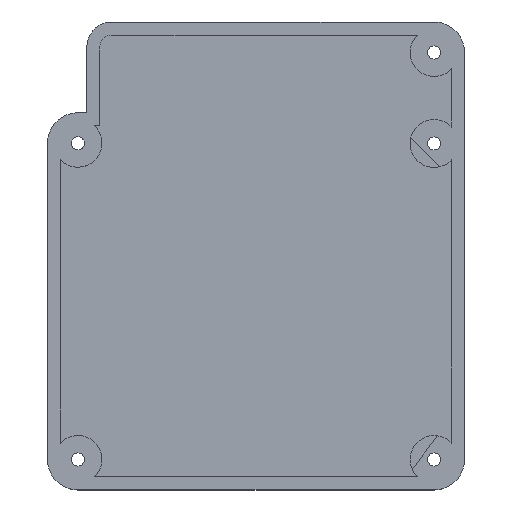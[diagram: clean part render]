
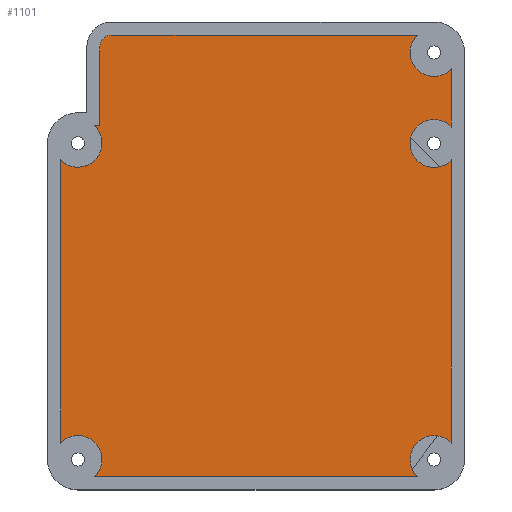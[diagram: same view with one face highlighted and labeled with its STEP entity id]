
A CAD part, top view. The second image highlights one B-rep face of the part: STEP entity #1101.
In plain terms, the highlighted planar face has unit normal (0, 0, 1).
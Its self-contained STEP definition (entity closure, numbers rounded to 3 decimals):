
#45=PLANE('',#1207);
#92=FACE_OUTER_BOUND('',#160,.T.);
#160=EDGE_LOOP('',(#873,#874,#875,#876,#877,#878,#879,#880,#881,#882,#883,
#884,#885,#886,#887,#888,#889,#890,#891));
#249=LINE('',#1732,#357);
#251=LINE('',#1737,#359);
#255=LINE('',#1744,#363);
#257=LINE('',#1748,#365);
#259=LINE('',#1752,#367);
#261=LINE('',#1757,#369);
#264=LINE('',#1772,#372);
#267=LINE('',#1780,#375);
#268=LINE('',#1782,#376);
#357=VECTOR('',#1376,10.);
#359=VECTOR('',#1380,10.);
#363=VECTOR('',#1386,10.);
#365=VECTOR('',#1390,10.);
#367=VECTOR('',#1394,10.);
#369=VECTOR('',#1398,10.);
#372=VECTOR('',#1423,10.);
#375=VECTOR('',#1432,10.);
#376=VECTOR('',#1435,10.);
#424=CIRCLE('',#1154,5.5);
#427=CIRCLE('',#1160,5.5);
#428=CIRCLE('',#1162,5.5);
#431=CIRCLE('',#1168,5.5);
#448=CIRCLE('',#1193,5.5);
#449=CIRCLE('',#1195,5.5);
#450=CIRCLE('',#1197,5.5);
#451=CIRCLE('',#1199,5.5);
#452=CIRCLE('',#1201,5.5);
#453=CIRCLE('',#1204,2.749);
#474=VERTEX_POINT('',#1601);
#475=VERTEX_POINT('',#1602);
#481=VERTEX_POINT('',#1620);
#482=VERTEX_POINT('',#1624);
#483=VERTEX_POINT('',#1625);
#489=VERTEX_POINT('',#1643);
#529=VERTEX_POINT('',#1728);
#530=VERTEX_POINT('',#1730);
#531=VERTEX_POINT('',#1734);
#532=VERTEX_POINT('',#1736);
#533=VERTEX_POINT('',#1740);
#534=VERTEX_POINT('',#1742);
#535=VERTEX_POINT('',#1746);
#536=VERTEX_POINT('',#1750);
#537=VERTEX_POINT('',#1754);
#538=VERTEX_POINT('',#1756);
#539=VERTEX_POINT('',#1770);
#540=VERTEX_POINT('',#1774);
#541=VERTEX_POINT('',#1778);
#578=EDGE_CURVE('',#474,#475,#424,.F.);
#588=EDGE_CURVE('',#481,#474,#427,.F.);
#589=EDGE_CURVE('',#482,#483,#428,.F.);
#599=EDGE_CURVE('',#489,#482,#431,.F.);
#643=EDGE_CURVE('',#530,#529,#249,.F.);
#645=EDGE_CURVE('',#531,#532,#251,.F.);
#649=EDGE_CURVE('',#534,#533,#255,.F.);
#651=EDGE_CURVE('',#535,#489,#257,.F.);
#653=EDGE_CURVE('',#536,#481,#259,.F.);
#655=EDGE_CURVE('',#537,#538,#261,.F.);
#657=EDGE_CURVE('',#538,#530,#448,.F.);
#658=EDGE_CURVE('',#483,#536,#449,.F.);
#659=EDGE_CURVE('',#475,#537,#450,.F.);
#660=EDGE_CURVE('',#533,#535,#451,.F.);
#661=EDGE_CURVE('',#529,#531,#452,.F.);
#663=EDGE_CURVE('',#539,#534,#264,.F.);
#665=EDGE_CURVE('',#540,#539,#453,.F.);
#667=EDGE_CURVE('',#541,#540,#267,.F.);
#668=EDGE_CURVE('',#532,#541,#268,.F.);
#873=ORIENTED_EDGE('',*,*,#661,.F.);
#874=ORIENTED_EDGE('',*,*,#643,.F.);
#875=ORIENTED_EDGE('',*,*,#657,.F.);
#876=ORIENTED_EDGE('',*,*,#655,.F.);
#877=ORIENTED_EDGE('',*,*,#659,.F.);
#878=ORIENTED_EDGE('',*,*,#578,.F.);
#879=ORIENTED_EDGE('',*,*,#588,.F.);
#880=ORIENTED_EDGE('',*,*,#653,.F.);
#881=ORIENTED_EDGE('',*,*,#658,.F.);
#882=ORIENTED_EDGE('',*,*,#589,.F.);
#883=ORIENTED_EDGE('',*,*,#599,.F.);
#884=ORIENTED_EDGE('',*,*,#651,.F.);
#885=ORIENTED_EDGE('',*,*,#660,.F.);
#886=ORIENTED_EDGE('',*,*,#649,.F.);
#887=ORIENTED_EDGE('',*,*,#663,.F.);
#888=ORIENTED_EDGE('',*,*,#665,.F.);
#889=ORIENTED_EDGE('',*,*,#667,.F.);
#890=ORIENTED_EDGE('',*,*,#668,.F.);
#891=ORIENTED_EDGE('',*,*,#645,.F.);
#1101=ADVANCED_FACE('',(#92),#45,.F.);
#1154=AXIS2_PLACEMENT_3D('',#1603,#1269,#1270);
#1160=AXIS2_PLACEMENT_3D('',#1622,#1288,#1289);
#1162=AXIS2_PLACEMENT_3D('',#1626,#1292,#1293);
#1168=AXIS2_PLACEMENT_3D('',#1645,#1311,#1312);
#1193=AXIS2_PLACEMENT_3D('',#1760,#1402,#1403);
#1195=AXIS2_PLACEMENT_3D('',#1762,#1406,#1407);
#1197=AXIS2_PLACEMENT_3D('',#1764,#1410,#1411);
#1199=AXIS2_PLACEMENT_3D('',#1766,#1414,#1415);
#1201=AXIS2_PLACEMENT_3D('',#1768,#1418,#1419);
#1204=AXIS2_PLACEMENT_3D('',#1776,#1427,#1428);
#1207=AXIS2_PLACEMENT_3D('',#1783,#1436,#1437);
#1269=DIRECTION('center_axis',(0.,0.,-1.));
#1270=DIRECTION('ref_axis',(1.,0.,0.));
#1288=DIRECTION('center_axis',(0.,0.,-1.));
#1289=DIRECTION('ref_axis',(1.,0.,0.));
#1292=DIRECTION('center_axis',(0.,0.,-1.));
#1293=DIRECTION('ref_axis',(1.,0.,0.));
#1311=DIRECTION('center_axis',(0.,0.,-1.));
#1312=DIRECTION('ref_axis',(1.,0.,0.));
#1376=DIRECTION('',(0.,-1.,0.));
#1380=DIRECTION('',(-1.,0.,0.));
#1386=DIRECTION('',(-1.,0.,0.));
#1390=DIRECTION('',(0.,1.,0.));
#1394=DIRECTION('',(0.,1.,0.));
#1398=DIRECTION('',(1.,0.,0.));
#1402=DIRECTION('center_axis',(0.,0.,-1.));
#1403=DIRECTION('ref_axis',(1.,0.,0.));
#1406=DIRECTION('center_axis',(0.,0.,-1.));
#1407=DIRECTION('ref_axis',(1.,0.,0.));
#1410=DIRECTION('center_axis',(0.,0.,-1.));
#1411=DIRECTION('ref_axis',(1.,0.,0.));
#1414=DIRECTION('center_axis',(0.,0.,-1.));
#1415=DIRECTION('ref_axis',(1.,0.,0.));
#1418=DIRECTION('center_axis',(0.,0.,-1.));
#1419=DIRECTION('ref_axis',(1.,0.,0.));
#1423=DIRECTION('',(-1.,-0.02,0.));
#1427=DIRECTION('center_axis',(0.,0.,1.));
#1428=DIRECTION('ref_axis',(-0.999,0.052,0.));
#1432=DIRECTION('',(-0.02,-1.,0.));
#1435=DIRECTION('',(0.,-1.,0.));
#1436=DIRECTION('center_axis',(0.,0.,-1.));
#1437=DIRECTION('ref_axis',(1.,0.,0.));
#1601=CARTESIAN_POINT('',(127.679,-115.922,-9.085));
#1602=CARTESIAN_POINT('',(121.816,-123.585,-9.085));
#1603=CARTESIAN_POINT('Origin',(126.845,-121.358,-9.085));
#1620=CARTESIAN_POINT('',(130.845,-117.583,-9.085));
#1622=CARTESIAN_POINT('Origin',(126.845,-121.358,-9.085));
#1624=CARTESIAN_POINT('',(121.535,-47.335,-9.085));
#1625=CARTESIAN_POINT('',(128.18,-54.104,-9.085));
#1626=CARTESIAN_POINT('Origin',(126.845,-48.768,-9.085));
#1643=CARTESIAN_POINT('',(130.845,-44.993,-9.085));
#1645=CARTESIAN_POINT('Origin',(126.845,-48.768,-9.085));
#1728=CARTESIAN_POINT('',(41.06,-52.495,-9.085));
#1730=CARTESIAN_POINT('',(41.06,-117.583,-9.085));
#1732=CARTESIAN_POINT('',(41.06,-98.001,-9.085));
#1734=CARTESIAN_POINT('',(48.835,-44.72,-9.085));
#1736=CARTESIAN_POINT('',(50.105,-44.72,-9.085));
#1737=CARTESIAN_POINT('',(65.492,-44.72,-9.085));
#1740=CARTESIAN_POINT('',(123.07,-23.873,-9.085));
#1742=CARTESIAN_POINT('',(52.841,-23.873,-9.085));
#1744=CARTESIAN_POINT('',(69.382,-23.873,-9.085));
#1746=CARTESIAN_POINT('',(130.845,-31.648,-9.085));
#1748=CARTESIAN_POINT('',(130.845,-51.23,-9.085));
#1750=CARTESIAN_POINT('',(130.845,-52.543,-9.085));
#1752=CARTESIAN_POINT('',(130.845,-51.23,-9.085));
#1754=CARTESIAN_POINT('',(123.07,-125.358,-9.085));
#1756=CARTESIAN_POINT('',(48.835,-125.358,-9.085));
#1757=CARTESIAN_POINT('',(106.413,-125.358,-9.085));
#1760=CARTESIAN_POINT('Origin',(45.06,-121.358,-9.085));
#1762=CARTESIAN_POINT('Origin',(126.845,-48.768,-9.085));
#1764=CARTESIAN_POINT('Origin',(126.845,-121.358,-9.085));
#1766=CARTESIAN_POINT('Origin',(126.845,-27.873,-9.085));
#1768=CARTESIAN_POINT('Origin',(45.06,-48.72,-9.085));
#1770=CARTESIAN_POINT('',(52.668,-23.877,-9.085));
#1772=CARTESIAN_POINT('',(68.777,-23.561,-9.085));
#1774=CARTESIAN_POINT('',(50.108,-26.436,-9.085));
#1776=CARTESIAN_POINT('Origin',(52.851,-26.619,-9.085));
#1778=CARTESIAN_POINT('',(50.105,-26.609,-9.085));
#1780=CARTESIAN_POINT('',(49.641,-50.267,-9.085));
#1782=CARTESIAN_POINT('',(50.105,-58.168,-9.085));
#1783=CARTESIAN_POINT('Origin',(85.952,-74.616,-9.085));
